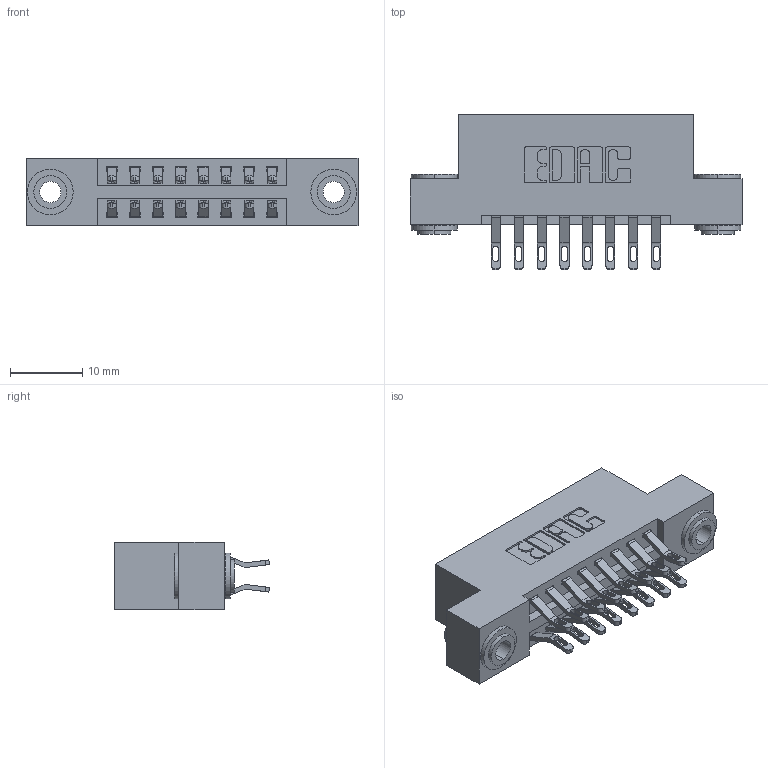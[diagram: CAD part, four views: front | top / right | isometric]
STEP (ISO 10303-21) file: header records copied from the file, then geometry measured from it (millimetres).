
FILE_DESCRIPTION (( 'STEP AP203' ), '1' );
FILE_NAME ('396-016-555-203.STEP', '2019-10-30T02:37:15', ( '' ), ( '' ), 'SwSTEP 2.0', 'SolidWorks 2016', '' );
FILE_SCHEMA (( 'CONFIG_CONTROL_DESIGN' ));
Length unit declared in the file: inch
Products named in the file (4): 345-292-001_555 Tail; 346 Part_Flush Mounting Lugs - 0.156 Dia-TH; 396-016-555-203; 345-250-002_345-250-002-102
Assembly tree (19 placements, depth 2):
  396-016-555-203
    346 Part_Flush Mounting Lugs - 0.156 Dia-TH
    345-292-001_555 Tail  x16
    345-250-002_345-250-002-102  x2
Bounding box: 45.97 x 21.46 x 9.4 mm (x, y, z)
Volume: 4284.8 mm3; surface area: 5734.9 mm2
Topology: 19 solids, 19 shells, 1088 faces, 3333 edges, 2218 vertices
Faces by surface type: plane 614, cylinder 466, cone 8
Entity records: 10774 total; most frequent: CARTESIAN_POINT 1833, ORIENTED_EDGE 1730, DIRECTION 1667, EDGE_CURVE 865, VECTOR 657, LINE 657, VERTEX_POINT 574, AXIS2_PLACEMENT_3D 505
